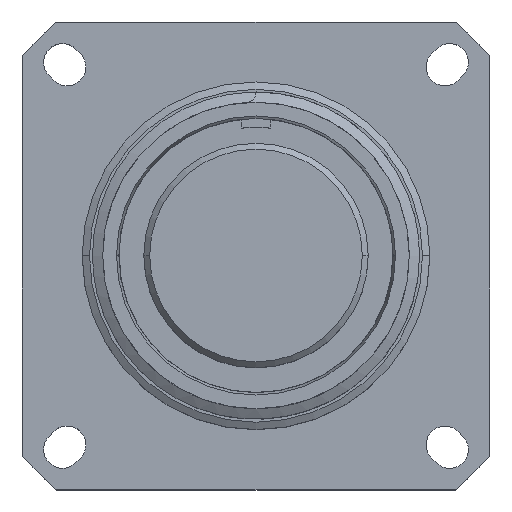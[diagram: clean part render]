
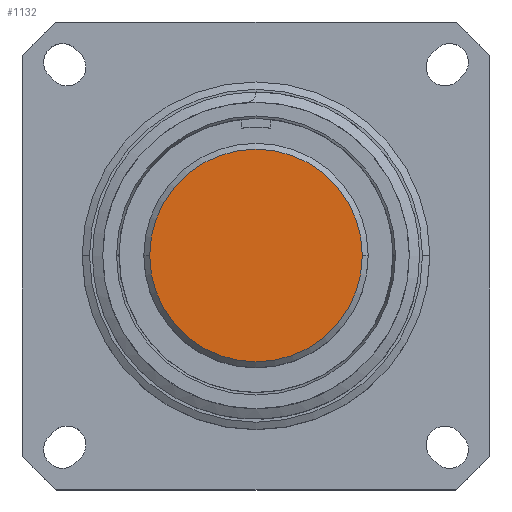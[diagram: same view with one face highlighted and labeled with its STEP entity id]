
A CAD part, top view. The second image highlights one B-rep face of the part: STEP entity #1132.
In plain terms, the highlighted planar face has unit normal (0, 0, 1).
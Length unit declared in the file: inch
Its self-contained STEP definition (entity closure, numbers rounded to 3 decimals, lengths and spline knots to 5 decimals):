
#284 = DIRECTION ( 'NONE',  ( 0., 0., 1. ) ) ;
#443 = CARTESIAN_POINT ( 'NONE',  ( 0., 0.3625, -0.018 ) ) ;
#829 = AXIS2_PLACEMENT_3D ( 'NONE', #443, #284, #11044 ) ;
#998 = DIRECTION ( 'NONE',  ( 0., 0., -1. ) ) ;
#1132 = ADVANCED_FACE ( 'NONE', ( #7493 ), #8258, .T. ) ;
#1813 = DIRECTION ( 'NONE',  ( -1., 0., 0. ) ) ;
#1946 = AXIS2_PLACEMENT_3D ( 'NONE', #3132, #10952, #10018 ) ;
#3099 = EDGE_CURVE ( 'NONE', #4264, #4551, #6407, .T. ) ;
#3132 = CARTESIAN_POINT ( 'NONE',  ( 0., 0., -0.018 ) ) ;
#3522 = EDGE_CURVE ( 'NONE', #4551, #4264, #3615, .T. ) ;
#3615 = CIRCLE ( 'NONE', #6417, 0.3625 ) ;
#4264 = VERTEX_POINT ( 'NONE', #9049 ) ;
#4551 = VERTEX_POINT ( 'NONE', #9673 ) ;
#4689 = ORIENTED_EDGE ( 'NONE', *, *, #3099, .F. ) ;
#4937 = ORIENTED_EDGE ( 'NONE', *, *, #3522, .F. ) ;
#6347 = CARTESIAN_POINT ( 'NONE',  ( 0., 0., -0.018 ) ) ;
#6407 = CIRCLE ( 'NONE', #1946, 0.3625 ) ;
#6417 = AXIS2_PLACEMENT_3D ( 'NONE', #6347, #998, #1813 ) ;
#7493 = FACE_OUTER_BOUND ( 'NONE', #10705, .T. ) ;
#8258 = PLANE ( 'NONE',  #829 ) ;
#9049 = CARTESIAN_POINT ( 'NONE',  ( 0.3625, 0., -0.018 ) ) ;
#9673 = CARTESIAN_POINT ( 'NONE',  ( -0.3625, 0., -0.018 ) ) ;
#10018 = DIRECTION ( 'NONE',  ( -1., 0., 0. ) ) ;
#10705 = EDGE_LOOP ( 'NONE', ( #4937, #4689 ) ) ;
#10952 = DIRECTION ( 'NONE',  ( 0., 0., -1. ) ) ;
#11044 = DIRECTION ( 'NONE',  ( 1., 0., 0. ) ) ;
